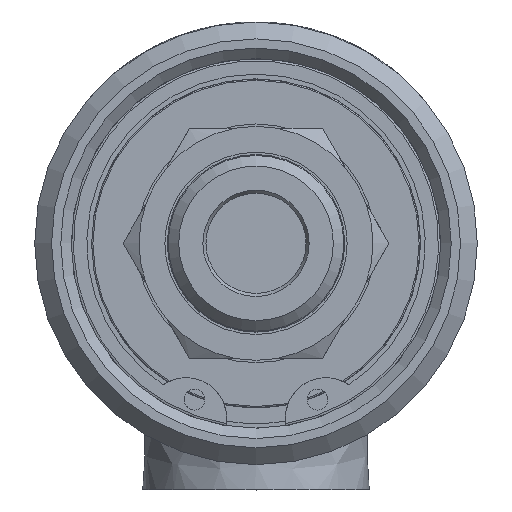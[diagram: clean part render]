
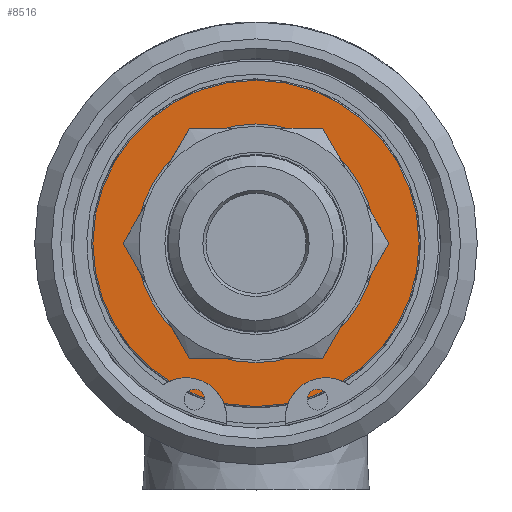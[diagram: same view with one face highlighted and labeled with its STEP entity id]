
A CAD part, left-side view. The second image highlights one B-rep face of the part: STEP entity #8516.
In plain terms, the highlighted planar face has unit normal (-1, 0, 0).
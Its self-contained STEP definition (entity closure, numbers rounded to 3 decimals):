
#820=FACE_BOUND('',#2032,.T.);
#1063=PLANE('',#9304);
#1507=FACE_OUTER_BOUND('',#2031,.T.);
#2031=EDGE_LOOP('',(#7743,#7744));
#2032=EDGE_LOOP('',(#7745,#7746));
#2303=CIRCLE('',#9301,15.475);
#2304=CIRCLE('',#9302,15.475);
#2306=CIRCLE('',#9305,11.325);
#2307=CIRCLE('',#9306,11.325);
#4118=VERTEX_POINT('',#18486);
#4119=VERTEX_POINT('',#18488);
#4120=VERTEX_POINT('',#18493);
#4121=VERTEX_POINT('',#18494);
#5350=EDGE_CURVE('',#4118,#4119,#2303,.T.);
#5351=EDGE_CURVE('',#4119,#4118,#2304,.T.);
#5353=EDGE_CURVE('',#4120,#4121,#2306,.T.);
#5354=EDGE_CURVE('',#4121,#4120,#2307,.T.);
#7743=ORIENTED_EDGE('',*,*,#5351,.F.);
#7744=ORIENTED_EDGE('',*,*,#5350,.F.);
#7745=ORIENTED_EDGE('',*,*,#5353,.T.);
#7746=ORIENTED_EDGE('',*,*,#5354,.T.);
#8516=ADVANCED_FACE('',(#1507,#820),#1063,.T.);
#9301=AXIS2_PLACEMENT_3D('',#18489,#11295,#11296);
#9302=AXIS2_PLACEMENT_3D('',#18490,#11297,#11298);
#9304=AXIS2_PLACEMENT_3D('',#18492,#11301,#11302);
#9305=AXIS2_PLACEMENT_3D('',#18495,#11303,#11304);
#9306=AXIS2_PLACEMENT_3D('',#18496,#11305,#11306);
#11295=DIRECTION('center_axis',(1.,0.,0.));
#11296=DIRECTION('ref_axis',(0.,-1.,0.));
#11297=DIRECTION('center_axis',(1.,0.,0.));
#11298=DIRECTION('ref_axis',(0.,-1.,0.));
#11301=DIRECTION('center_axis',(-1.,0.,0.));
#11302=DIRECTION('ref_axis',(0.,1.,0.));
#11303=DIRECTION('center_axis',(1.,0.,0.));
#11304=DIRECTION('ref_axis',(0.,-1.,0.));
#11305=DIRECTION('center_axis',(1.,0.,0.));
#11306=DIRECTION('ref_axis',(0.,-1.,0.));
#18486=CARTESIAN_POINT('',(30.188,15.475,0.));
#18488=CARTESIAN_POINT('',(30.188,-15.475,0.));
#18489=CARTESIAN_POINT('Origin',(30.188,0.,0.));
#18490=CARTESIAN_POINT('Origin',(30.188,0.,0.));
#18492=CARTESIAN_POINT('Origin',(30.188,-13.4,0.));
#18493=CARTESIAN_POINT('',(30.188,-11.325,0.));
#18494=CARTESIAN_POINT('',(30.188,11.325,0.));
#18495=CARTESIAN_POINT('Origin',(30.188,0.,0.));
#18496=CARTESIAN_POINT('Origin',(30.188,0.,0.));
